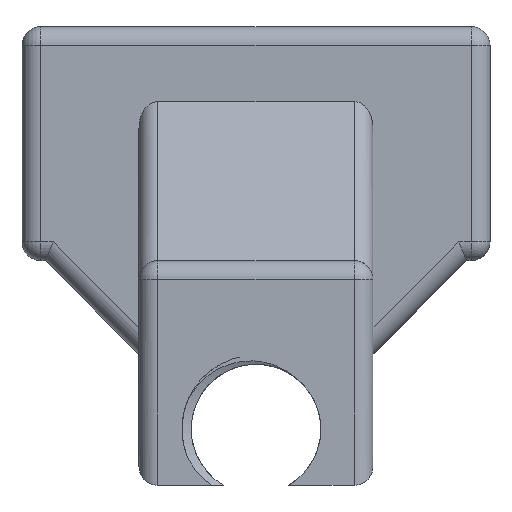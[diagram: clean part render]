
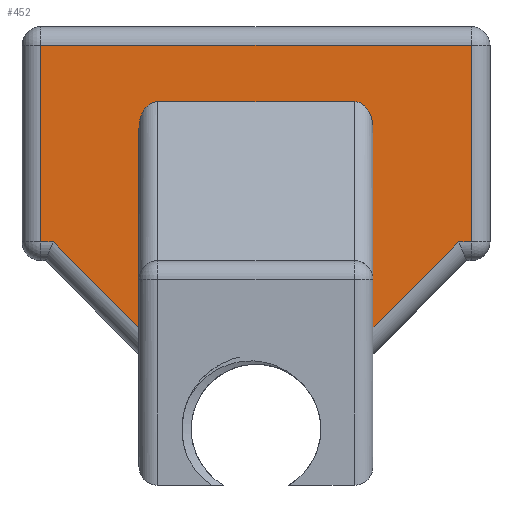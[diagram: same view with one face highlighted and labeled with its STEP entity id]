
A CAD part, front view. The second image highlights one B-rep face of the part: STEP entity #452.
In plain terms, the highlighted planar face has unit normal (0, -1, 0).
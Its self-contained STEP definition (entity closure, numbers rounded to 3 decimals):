
#80 = VERTEX_POINT('',#81);
#81 = CARTESIAN_POINT('',(3.175,-3.175,3.6));
#87 = EDGE_CURVE('',#88,#80,#90,.T.);
#88 = VERTEX_POINT('',#89);
#89 = CARTESIAN_POINT('',(3.175,-3.175,0.));
#90 = LINE('',#91,#92);
#91 = CARTESIAN_POINT('',(3.175,-3.175,0.127));
#92 = VECTOR('',#93,1.);
#93 = DIRECTION('',(0.,0.,1.));
#95 = EDGE_CURVE('',#88,#96,#98,.T.);
#96 = VERTEX_POINT('',#97);
#97 = CARTESIAN_POINT('',(3.175,-3.175,-1.822));
#98 = LINE('',#99,#100);
#99 = CARTESIAN_POINT('',(3.175,-3.175,0.127));
#100 = VECTOR('',#101,1.);
#101 = DIRECTION('',(0.,0.,-1.));
#407 = EDGE_CURVE('',#96,#408,#410,.T.);
#408 = VERTEX_POINT('',#409);
#409 = CARTESIAN_POINT('',(5.505,-3.175,0.508));
#410 = LINE('',#411,#412);
#411 = CARTESIAN_POINT('',(2.816,-3.175,-2.181));
#412 = VECTOR('',#413,1.);
#413 = DIRECTION('',(0.707,0.,0.707));
#452 = ADVANCED_FACE('',(#453),#546,.F.);
#453 = FACE_BOUND('',#454,.F.);
#454 = EDGE_LOOP('',(#455,#465,#473,#481,#489,#497,#505,#513,#519,#520,
    #521,#522,#531,#539));
#455 = ORIENTED_EDGE('',*,*,#456,.F.);
#456 = EDGE_CURVE('',#457,#459,#461,.T.);
#457 = VERTEX_POINT('',#458);
#458 = CARTESIAN_POINT('',(-3.175,-3.175,0.));
#459 = VERTEX_POINT('',#460);
#460 = CARTESIAN_POINT('',(-3.175,-3.175,3.6));
#461 = LINE('',#462,#463);
#462 = CARTESIAN_POINT('',(-3.175,-3.175,3.175));
#463 = VECTOR('',#464,1.);
#464 = DIRECTION('',(0.,0.,1.));
#465 = ORIENTED_EDGE('',*,*,#466,.T.);
#466 = EDGE_CURVE('',#457,#467,#469,.T.);
#467 = VERTEX_POINT('',#468);
#468 = CARTESIAN_POINT('',(-3.175,-3.175,-1.822));
#469 = LINE('',#470,#471);
#470 = CARTESIAN_POINT('',(-3.175,-3.175,3.175));
#471 = VECTOR('',#472,1.);
#472 = DIRECTION('',(0.,0.,-1.));
#473 = ORIENTED_EDGE('',*,*,#474,.T.);
#474 = EDGE_CURVE('',#467,#475,#477,.T.);
#475 = VERTEX_POINT('',#476);
#476 = CARTESIAN_POINT('',(-5.505,-3.175,0.508));
#477 = LINE('',#478,#479);
#478 = CARTESIAN_POINT('',(-2.816,-3.175,-2.181));
#479 = VECTOR('',#480,1.);
#480 = DIRECTION('',(-0.707,0.,0.707)
  );
#481 = ORIENTED_EDGE('',*,*,#482,.F.);
#482 = EDGE_CURVE('',#483,#475,#485,.T.);
#483 = VERTEX_POINT('',#484);
#484 = CARTESIAN_POINT('',(-5.842,-3.175,0.508));
#485 = LINE('',#486,#487);
#486 = CARTESIAN_POINT('',(-6.35,-3.175,0.508));
#487 = VECTOR('',#488,1.);
#488 = DIRECTION('',(1.,0.,0.));
#489 = ORIENTED_EDGE('',*,*,#490,.F.);
#490 = EDGE_CURVE('',#491,#483,#493,.T.);
#491 = VERTEX_POINT('',#492);
#492 = CARTESIAN_POINT('',(-5.842,-3.175,5.842));
#493 = LINE('',#494,#495);
#494 = CARTESIAN_POINT('',(-5.842,-3.175,6.35));
#495 = VECTOR('',#496,1.);
#496 = DIRECTION('',(0.,0.,-1.));
#497 = ORIENTED_EDGE('',*,*,#498,.T.);
#498 = EDGE_CURVE('',#491,#499,#501,.T.);
#499 = VERTEX_POINT('',#500);
#500 = CARTESIAN_POINT('',(5.842,-3.175,5.842));
#501 = LINE('',#502,#503);
#502 = CARTESIAN_POINT('',(-6.35,-3.175,5.842));
#503 = VECTOR('',#504,1.);
#504 = DIRECTION('',(1.,0.,0.));
#505 = ORIENTED_EDGE('',*,*,#506,.T.);
#506 = EDGE_CURVE('',#499,#507,#509,.T.);
#507 = VERTEX_POINT('',#508);
#508 = CARTESIAN_POINT('',(5.842,-3.175,0.508));
#509 = LINE('',#510,#511);
#510 = CARTESIAN_POINT('',(5.842,-3.175,6.35));
#511 = VECTOR('',#512,1.);
#512 = DIRECTION('',(0.,0.,-1.));
#513 = ORIENTED_EDGE('',*,*,#514,.F.);
#514 = EDGE_CURVE('',#408,#507,#515,.T.);
#515 = LINE('',#516,#517);
#516 = CARTESIAN_POINT('',(5.715,-3.175,0.508));
#517 = VECTOR('',#518,1.);
#518 = DIRECTION('',(1.,0.,0.));
#519 = ORIENTED_EDGE('',*,*,#407,.F.);
#520 = ORIENTED_EDGE('',*,*,#95,.F.);
#521 = ORIENTED_EDGE('',*,*,#87,.T.);
#522 = ORIENTED_EDGE('',*,*,#523,.T.);
#523 = EDGE_CURVE('',#80,#524,#526,.T.);
#524 = VERTEX_POINT('',#525);
#525 = CARTESIAN_POINT('',(2.667,-3.175,4.318));
#526 = ELLIPSE('',#527,0.718,0.508);
#527 = AXIS2_PLACEMENT_3D('',#528,#529,#530);
#528 = CARTESIAN_POINT('',(2.667,-3.175,3.6));
#529 = DIRECTION('',(0.,-1.,0.));
#530 = DIRECTION('',(0.,0.,-1.));
#531 = ORIENTED_EDGE('',*,*,#532,.F.);
#532 = EDGE_CURVE('',#533,#524,#535,.T.);
#533 = VERTEX_POINT('',#534);
#534 = CARTESIAN_POINT('',(-2.667,-3.175,4.318));
#535 = LINE('',#536,#537);
#536 = CARTESIAN_POINT('',(-3.175,-3.175,4.318));
#537 = VECTOR('',#538,1.);
#538 = DIRECTION('',(1.,0.,0.));
#539 = ORIENTED_EDGE('',*,*,#540,.T.);
#540 = EDGE_CURVE('',#533,#459,#541,.T.);
#541 = ELLIPSE('',#542,0.718,0.508);
#542 = AXIS2_PLACEMENT_3D('',#543,#544,#545);
#543 = CARTESIAN_POINT('',(-2.667,-3.175,3.6));
#544 = DIRECTION('',(0.,-1.,0.));
#545 = DIRECTION('',(0.,0.,-1.));
#546 = PLANE('',#547);
#547 = AXIS2_PLACEMENT_3D('',#548,#549,#550);
#548 = CARTESIAN_POINT('',(-6.35,-3.175,6.35));
#549 = DIRECTION('',(0.,1.,0.));
#550 = DIRECTION('',(0.,0.,-1.));
